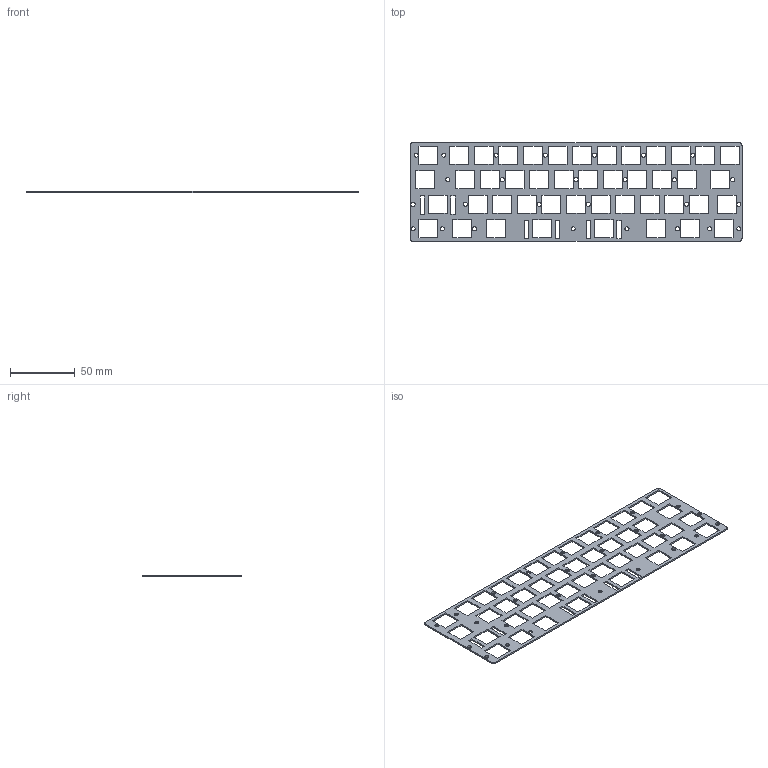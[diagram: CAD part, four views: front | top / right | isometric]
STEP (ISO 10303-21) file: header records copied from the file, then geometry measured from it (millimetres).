
FILE_DESCRIPTION(('KiCad electronic assembly'),'2;1');
FILE_NAME('plate.step','2023-08-12T10:07:55',('Pcbnew'),('Kicad'), 'Open CASCADE STEP processor 7.6','KiCad to STEP converter','Unknown' );
FILE_SCHEMA(('AUTOMOTIVE_DESIGN { 1 0 10303 214 1 1 1 1 }'));
Length unit declared in the file: millimetre
Products named in the file (2): plate 1; _autosave-plate PCB
Assembly tree (1 placements, depth 2):
  plate 1
    _autosave-plate PCB
Bounding box: 257.18 x 76.2 x 1.18 mm (x, y, z)
Volume: 11526 mm3; surface area: 23945 mm2
Topology: 1 solids, 1 shells, 281 faces, 837 edges, 558 vertices
Faces by surface type: plane 254, cylinder 27
Full cylindrical faces by diameter (mm): 3.2 x27
Entity records: 20687 total; most frequent: CARTESIAN_POINT 3676, DIRECTION 3077, LINE 2403, VECTOR 2403, ORIENTED_EDGE 1674, PCURVE 1674, DEFINITIONAL_REPRESENTATION 1674, EDGE_CURVE 837
